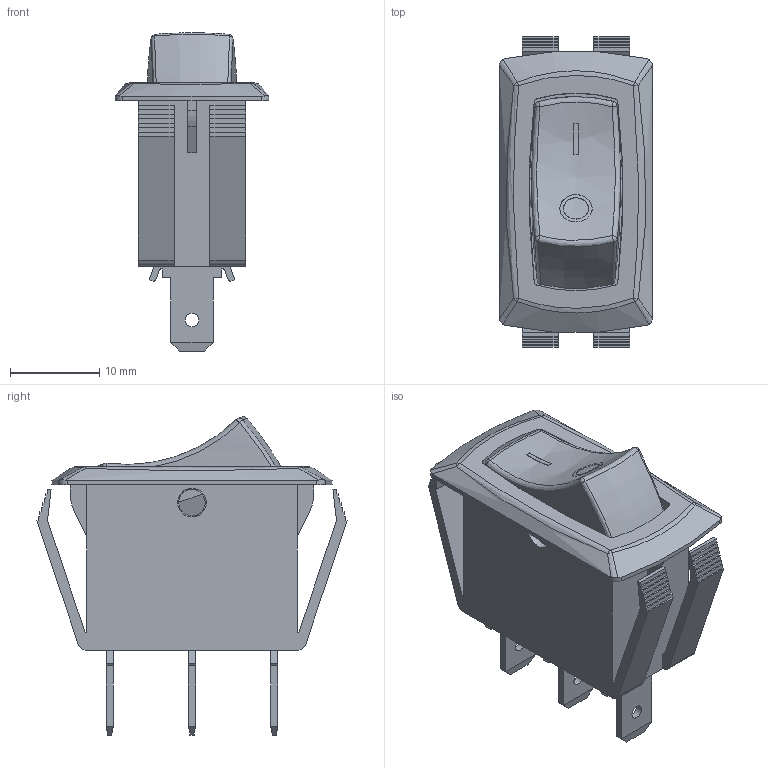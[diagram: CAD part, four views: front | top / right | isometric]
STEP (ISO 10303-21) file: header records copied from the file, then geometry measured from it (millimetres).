
FILE_DESCRIPTION(/* description */ (''),/* implementation_level */ '2;1');
FILE_NAME(/* name */ 'RSC211Cx0x1-1xx.stp',/* time_stamp */ '2025-06-03T15:54:26-05:00',/* author */ ('mroman'),/* organization */ (''),/* preprocessor_version */ 'ST-DEVELOPER v18.1',/* originating_system */ 'Autodesk Inventor 2022',/* authorisation */ '');
FILE_SCHEMA (('AUTOMOTIVE_DESIGN { 1 0 10303 214 3 1 1 }'));
Length unit declared in the file: centimetre
Products named in the file (1): RSC211Cx0x1-1xx
Bounding box: 17.2 x 34.7 x 35.6 mm (x, y, z)
Volume: 4241.8 mm3; surface area: 5674.7 mm2
Topology: 4 solids, 4 shells, 1114 faces, 3052 edges, 2022 vertices
Faces by surface type: plane 718, bspline 323, cylinder 63, sphere 8, torus 2
Full cylindrical faces by diameter (mm): 1.5 x3, 2.95 x2, 3.2 x2
Entity records: 39672 total; most frequent: CARTESIAN_POINT 13523, ORIENTED_EDGE 6096, DIRECTION 4098, EDGE_CURVE 3048, LINE 2206, VECTOR 2206, VERTEX_POINT 2022, EDGE_LOOP 1206
